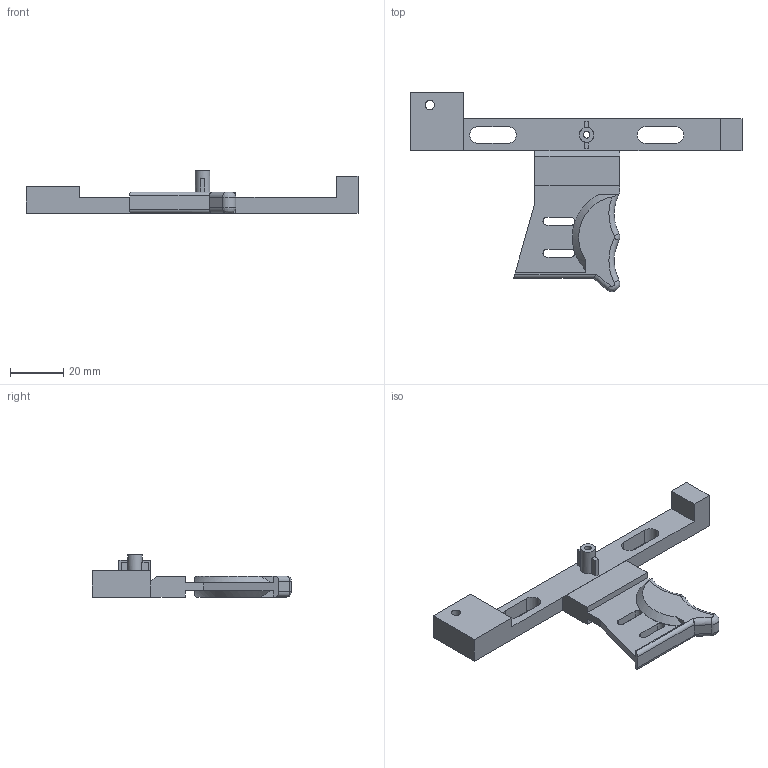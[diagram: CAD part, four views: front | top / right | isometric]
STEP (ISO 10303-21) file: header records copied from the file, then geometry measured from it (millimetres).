
FILE_DESCRIPTION(('FreeCAD Model'),'2;1');
FILE_NAME('Open CASCADE Shape Model','2024-08-19T00:34:06',(''),(''), 'Open CASCADE STEP processor 7.6','FreeCAD','Unknown');
FILE_SCHEMA(('AUTOMOTIVE_DESIGN { 1 0 10303 214 1 1 1 1 }'));
Length unit declared in the file: millimetre
Products named in the file (1): Destiny front trigger mod 1B
Bounding box: 125 x 75 x 16 mm (x, y, z)
Volume: 20477.2 mm3; surface area: 10850.5 mm2
Topology: 1 solids, 1 shells, 93 faces, 261 edges, 167 vertices
Faces by surface type: plane 57, cylinder 26, torus 4, revolution 4, cone 2
Full cylindrical faces by diameter (mm): 2.5 x1, 3.5 x1, 5.5 x1
Entity records: 3143 total; most frequent: CARTESIAN_POINT 628, DIRECTION 525, ORIENTED_EDGE 522, EDGE_CURVE 261, AXIS2_PLACEMENT_3D 174, LINE 173, VECTOR 173, VERTEX_POINT 167
